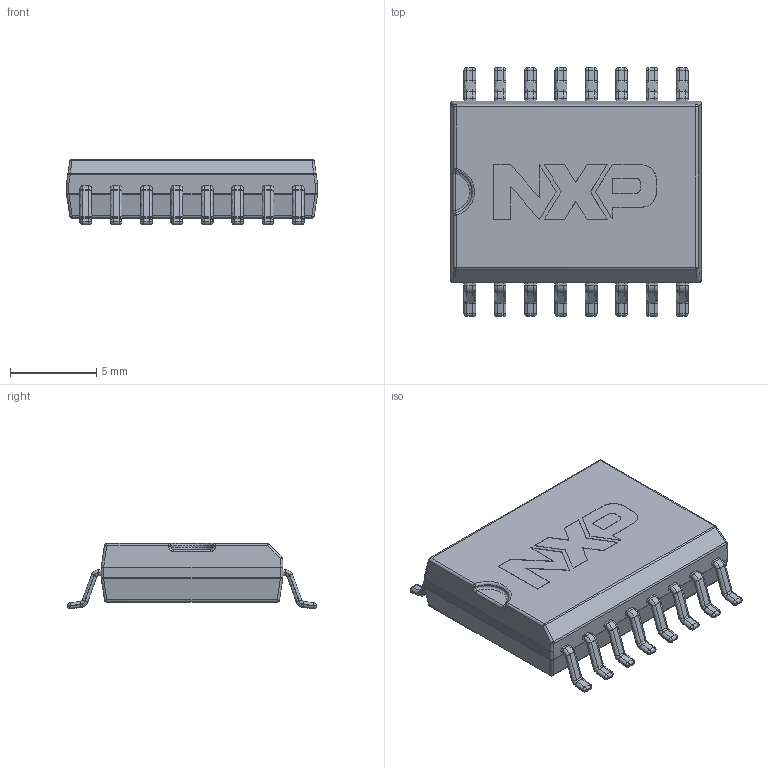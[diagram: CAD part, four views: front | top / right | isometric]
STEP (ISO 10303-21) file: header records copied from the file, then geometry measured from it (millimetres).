
FILE_DESCRIPTION(('FreeCAD Model'),'2;1');
FILE_NAME('Open CASCADE Shape Model','2025-05-05T04:09:32',('FreeCAD'),( 'FreeCAD'),'Open CASCADE STEP processor 7.6','FreeCAD','Unknown');
FILE_SCHEMA(('AUTOMOTIVE_DESIGN { 1 0 10303 214 1 1 1 1 }'));
Length unit declared in the file: millimetre
Products named in the file (1): Open CASCADE STEP translator 7.6 1
Bounding box: 14.57 x 14.43 x 3.81 mm (x, y, z)
Volume: 514.5 mm3; surface area: 581.8 mm2
Topology: 20 solids, 20 shells, 916 faces, 2046 edges, 1170 vertices
Faces by surface type: bspline 916
Entity records: 24467 total; most frequent: CARTESIAN_POINT 12867, ORIENTED_EDGE 4092, EDGE_CURVE 2046, B_SPLINE_CURVE_WITH_KNOTS 1200, VERTEX_POINT 1170, FACE_BOUND 918, EDGE_LOOP 918, ADVANCED_FACE 916
